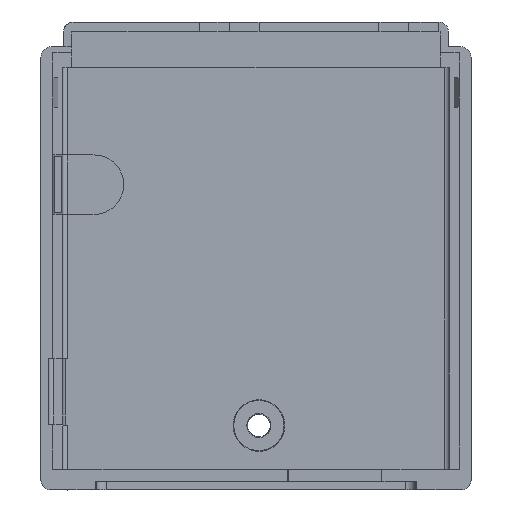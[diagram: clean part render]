
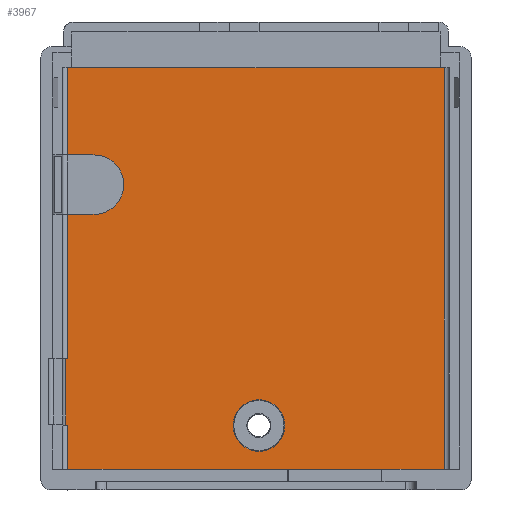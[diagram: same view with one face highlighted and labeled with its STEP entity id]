
A CAD part, top view. The second image highlights one B-rep face of the part: STEP entity #3967.
In plain terms, the highlighted planar face has unit normal (0, 0, 1).
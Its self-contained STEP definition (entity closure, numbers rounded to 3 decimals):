
#195=DIRECTION('',(-1.,0.,0.));
#196=VECTOR('',#195,38.);
#197=CARTESIAN_POINT('',(40.705,42.6,-6.9));
#198=LINE('',#197,#196);
#231=DIRECTION('',(0.,-1.,0.));
#232=VECTOR('',#231,6.7);
#233=CARTESIAN_POINT('',(2.505,13.25,-6.9));
#234=LINE('',#233,#232);
#235=DIRECTION('',(-1.,0.,0.));
#236=VECTOR('',#235,0.2);
#237=CARTESIAN_POINT('',(2.705,13.25,-6.9));
#238=LINE('',#237,#236);
#239=DIRECTION('',(0.,1.,0.));
#240=VECTOR('',#239,14.55);
#241=CARTESIAN_POINT('',(2.705,13.25,-6.9));
#242=LINE('',#241,#240);
#243=DIRECTION('',(1.,0.,0.));
#244=VECTOR('',#243,2.658);
#245=CARTESIAN_POINT('',(2.705,27.8,-6.9));
#246=LINE('',#245,#244);
#247=CARTESIAN_POINT('',(5.363,30.8,-6.9));
#248=DIRECTION('',(0.,0.,1.));
#249=DIRECTION('',(0.,-1.,0.));
#250=AXIS2_PLACEMENT_3D('',#247,#248,#249);
#252=DIRECTION('',(1.,0.,0.));
#253=VECTOR('',#252,2.658);
#254=CARTESIAN_POINT('',(2.705,33.8,-6.9));
#255=LINE('',#254,#253);
#256=DIRECTION('',(0.,1.,0.));
#257=VECTOR('',#256,8.8);
#258=CARTESIAN_POINT('',(2.705,33.8,-6.9));
#259=LINE('',#258,#257);
#260=DIRECTION('',(0.,-1.,0.));
#261=VECTOR('',#260,40.5);
#262=CARTESIAN_POINT('',(40.705,42.6,-6.9));
#263=LINE('',#262,#261);
#264=DIRECTION('',(-1.,0.,0.));
#265=VECTOR('',#264,38.);
#266=CARTESIAN_POINT('',(40.705,2.1,-6.9));
#267=LINE('',#266,#265);
#268=DIRECTION('',(0.,1.,0.));
#269=VECTOR('',#268,4.45);
#270=CARTESIAN_POINT('',(2.705,2.1,-6.9));
#271=LINE('',#270,#269);
#272=DIRECTION('',(-1.,0.,0.));
#273=VECTOR('',#272,0.2);
#274=CARTESIAN_POINT('',(2.705,6.55,-6.9));
#275=LINE('',#274,#273);
#276=CARTESIAN_POINT('',(22.,6.5,-6.9));
#277=DIRECTION('',(0.,0.,1.));
#278=DIRECTION('',(1.,0.,0.));
#279=AXIS2_PLACEMENT_3D('',#276,#277,#278);
#281=CARTESIAN_POINT('',(22.,6.5,-6.9));
#282=DIRECTION('',(0.,0.,1.));
#283=DIRECTION('',(-1.,0.,0.));
#284=AXIS2_PLACEMENT_3D('',#281,#282,#283);
#2975=CARTESIAN_POINT('',(5.363,27.8,-6.9));
#2976=CARTESIAN_POINT('',(5.363,33.8,-6.9));
#2977=VERTEX_POINT('',#2975);
#2978=VERTEX_POINT('',#2976);
#2980=CARTESIAN_POINT('',(2.705,42.6,-6.9));
#2982=VERTEX_POINT('',#2980);
#2983=CARTESIAN_POINT('',(2.705,33.8,-6.9));
#2984=VERTEX_POINT('',#2983);
#2988=CARTESIAN_POINT('',(40.705,2.1,-6.9));
#2990=VERTEX_POINT('',#2988);
#2991=CARTESIAN_POINT('',(40.705,42.6,-6.9));
#2992=VERTEX_POINT('',#2991);
#2995=CARTESIAN_POINT('',(2.705,13.25,-6.9));
#2996=CARTESIAN_POINT('',(2.705,27.8,-6.9));
#2997=VERTEX_POINT('',#2995);
#2998=VERTEX_POINT('',#2996);
#3003=CARTESIAN_POINT('',(2.705,2.1,-6.9));
#3004=CARTESIAN_POINT('',(2.705,6.55,-6.9));
#3005=VERTEX_POINT('',#3003);
#3006=VERTEX_POINT('',#3004);
#3015=CARTESIAN_POINT('',(2.505,13.25,-6.9));
#3016=CARTESIAN_POINT('',(2.505,6.55,-6.9));
#3017=VERTEX_POINT('',#3015);
#3018=VERTEX_POINT('',#3016);
#3031=CARTESIAN_POINT('',(24.6,6.5,-6.9));
#3032=CARTESIAN_POINT('',(19.4,6.5,-6.9));
#3033=VERTEX_POINT('',#3031);
#3034=VERTEX_POINT('',#3032);
#3936=CARTESIAN_POINT('',(21.705,23.1,-6.9));
#3937=DIRECTION('',(0.,0.,1.));
#3938=DIRECTION('',(1.,0.,0.));
#3939=AXIS2_PLACEMENT_3D('',#3936,#3937,#3938);
#3940=PLANE('',#3939);
#3942=ORIENTED_EDGE('',*,*,#3941,.F.);
#3944=ORIENTED_EDGE('',*,*,#3943,.F.);
#3946=ORIENTED_EDGE('',*,*,#3945,.T.);
#3948=ORIENTED_EDGE('',*,*,#3947,.T.);
#3950=ORIENTED_EDGE('',*,*,#3949,.T.);
#3951=ORIENTED_EDGE('',*,*,#3824,.F.);
#3952=ORIENTED_EDGE('',*,*,#3840,.T.);
#3953=ORIENTED_EDGE('',*,*,#3854,.F.);
#3954=ORIENTED_EDGE('',*,*,#3879,.T.);
#3955=ORIENTED_EDGE('',*,*,#3894,.T.);
#3956=ORIENTED_EDGE('',*,*,#3926,.T.);
#3958=ORIENTED_EDGE('',*,*,#3957,.T.);
#3959=EDGE_LOOP('',(#3942,#3944,#3946,#3948,#3950,#3951,#3952,#3953,#3954,#3955,
#3956,#3958));
#3960=FACE_OUTER_BOUND('',#3959,.F.);
#3962=ORIENTED_EDGE('',*,*,#3961,.T.);
#3964=ORIENTED_EDGE('',*,*,#3963,.T.);
#3965=EDGE_LOOP('',(#3962,#3964));
#3966=FACE_BOUND('',#3965,.F.);
#3967=ADVANCED_FACE('',(#3960,#3966),#3940,.T.);
#251=CIRCLE('',#250,3.);
#280=CIRCLE('',#279,2.6);
#285=CIRCLE('',#284,2.6);
#3824=EDGE_CURVE('',#2984,#2978,#255,.T.);
#3840=EDGE_CURVE('',#2984,#2982,#259,.T.);
#3854=EDGE_CURVE('',#2992,#2982,#198,.T.);
#3879=EDGE_CURVE('',#2992,#2990,#263,.T.);
#3894=EDGE_CURVE('',#2990,#3005,#267,.T.);
#3926=EDGE_CURVE('',#3005,#3006,#271,.T.);
#3941=EDGE_CURVE('',#3017,#3018,#234,.T.);
#3943=EDGE_CURVE('',#2997,#3017,#238,.T.);
#3945=EDGE_CURVE('',#2997,#2998,#242,.T.);
#3947=EDGE_CURVE('',#2998,#2977,#246,.T.);
#3949=EDGE_CURVE('',#2977,#2978,#251,.T.);
#3957=EDGE_CURVE('',#3006,#3018,#275,.T.);
#3961=EDGE_CURVE('',#3033,#3034,#280,.T.);
#3963=EDGE_CURVE('',#3034,#3033,#285,.T.);
